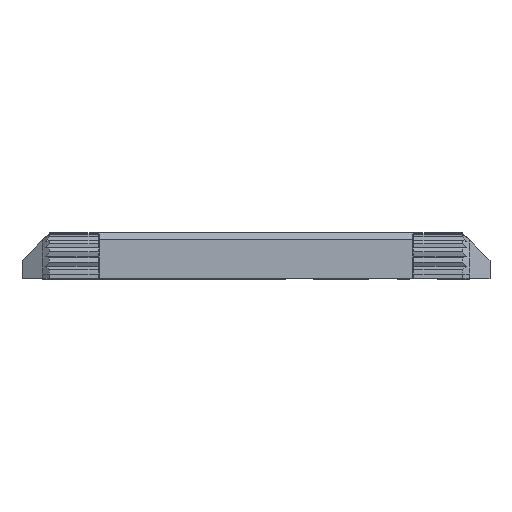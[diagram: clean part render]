
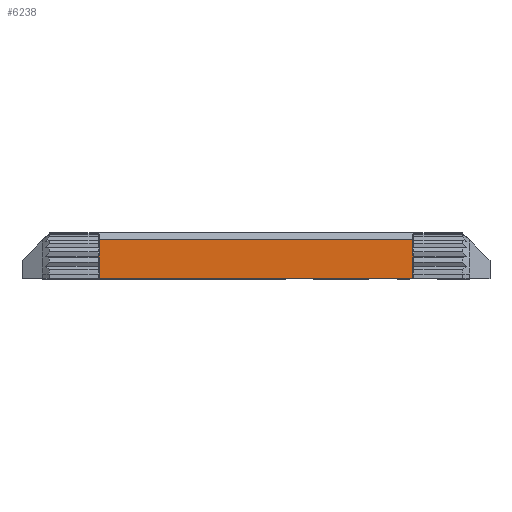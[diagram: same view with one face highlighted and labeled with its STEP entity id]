
A CAD part, top view. The second image highlights one B-rep face of the part: STEP entity #6238.
In plain terms, the highlighted planar face has unit normal (0, 0, 1).
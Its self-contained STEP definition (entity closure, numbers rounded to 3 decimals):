
#374=FACE_OUTER_BOUND('',#701,.T.);
#701=EDGE_LOOP('',(#5036,#5037,#5038,#5039));
#1412=LINE('',#9749,#2225);
#1413=LINE('',#9751,#2226);
#1414=LINE('',#9753,#2227);
#1415=LINE('',#9754,#2228);
#2225=VECTOR('',#7902,10.);
#2226=VECTOR('',#7903,10.);
#2227=VECTOR('',#7904,10.);
#2228=VECTOR('',#7905,10.);
#2909=VERTEX_POINT('',#9747);
#2910=VERTEX_POINT('',#9748);
#2911=VERTEX_POINT('',#9750);
#2912=VERTEX_POINT('',#9752);
#3706=EDGE_CURVE('',#2909,#2910,#1412,.T.);
#3707=EDGE_CURVE('',#2909,#2911,#1413,.T.);
#3708=EDGE_CURVE('',#2911,#2912,#1414,.T.);
#3709=EDGE_CURVE('',#2912,#2910,#1415,.T.);
#5036=ORIENTED_EDGE('',*,*,#3706,.F.);
#5037=ORIENTED_EDGE('',*,*,#3707,.T.);
#5038=ORIENTED_EDGE('',*,*,#3708,.T.);
#5039=ORIENTED_EDGE('',*,*,#3709,.T.);
#5921=PLANE('',#6626);
#6238=ADVANCED_FACE('',(#374),#5921,.T.);
#6626=AXIS2_PLACEMENT_3D('',#9746,#7900,#7901);
#7900=DIRECTION('center_axis',(0.,0.,1.));
#7901=DIRECTION('ref_axis',(1.,0.,0.));
#7902=DIRECTION('',(1.,0.,0.));
#7903=DIRECTION('',(0.,-1.,0.));
#7904=DIRECTION('',(1.,0.,0.));
#7905=DIRECTION('',(0.,1.,0.));
#9746=CARTESIAN_POINT('Origin',(20.,15.3,32.4));
#9747=CARTESIAN_POINT('',(20.,32.3,32.4));
#9748=CARTESIAN_POINT('',(157.8,32.3,32.4));
#9749=CARTESIAN_POINT('',(54.45,32.3,32.4));
#9750=CARTESIAN_POINT('',(20.,15.3,32.4));
#9751=CARTESIAN_POINT('',(20.,15.3,32.4));
#9752=CARTESIAN_POINT('',(157.8,15.3,32.4));
#9753=CARTESIAN_POINT('',(-5.,15.3,32.4));
#9754=CARTESIAN_POINT('',(157.8,15.3,32.4));
